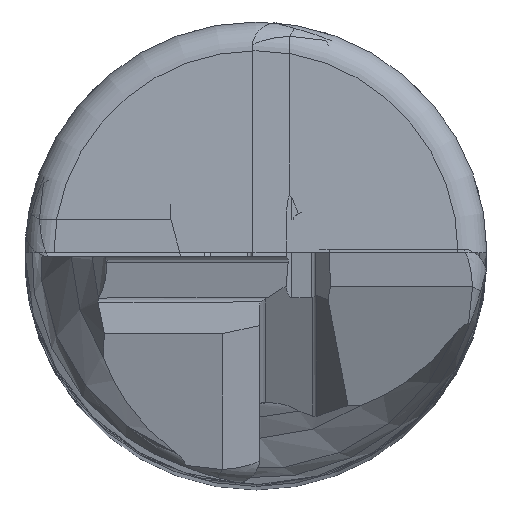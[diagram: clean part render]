
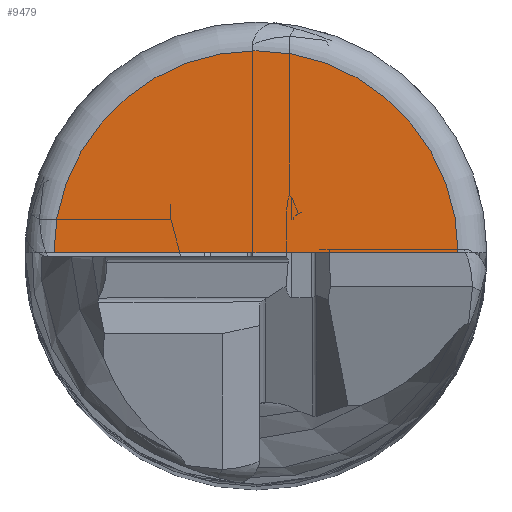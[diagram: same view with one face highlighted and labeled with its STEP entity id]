
A CAD part, top view. The second image highlights one B-rep face of the part: STEP entity #9479.
In plain terms, the highlighted planar face has unit normal (0, 0, 1).
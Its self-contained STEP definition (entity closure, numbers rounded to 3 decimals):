
#9412=DIRECTION('',(-1.,0.,0.));
#9413=VECTOR('',#9412,7.);
#9414=CARTESIAN_POINT('',(3.5,0.,63.));
#9415=LINE('',#9414,#9413);
#9426=CARTESIAN_POINT('',(0.,0.,63.));
#9427=DIRECTION('',(0.,0.,1.));
#9428=DIRECTION('',(1.,0.,0.));
#9429=AXIS2_PLACEMENT_3D('',#9426,#9427,#9428);
#9454=CARTESIAN_POINT('',(-3.5,0.,63.));
#9455=CARTESIAN_POINT('',(3.5,0.,63.));
#9456=VERTEX_POINT('',#9454);
#9457=VERTEX_POINT('',#9455);
#9468=CARTESIAN_POINT('',(0.,0.,63.));
#9469=DIRECTION('',(0.,0.,1.));
#9470=DIRECTION('',(0.,-1.,0.));
#9471=AXIS2_PLACEMENT_3D('',#9468,#9469,#9470);
#9472=PLANE('',#9471);
#9474=ORIENTED_EDGE('',*,*,#9473,.T.);
#9476=ORIENTED_EDGE('',*,*,#9475,.F.);
#9477=EDGE_LOOP('',(#9474,#9476));
#9478=FACE_OUTER_BOUND('',#9477,.F.);
#9430=CIRCLE('',#9429,3.5);
#9473=EDGE_CURVE('',#9457,#9456,#9415,.T.);
#9475=EDGE_CURVE('',#9457,#9456,#9430,.T.);
#9479=ADVANCED_FACE('',(#9478),#9472,.T.);
